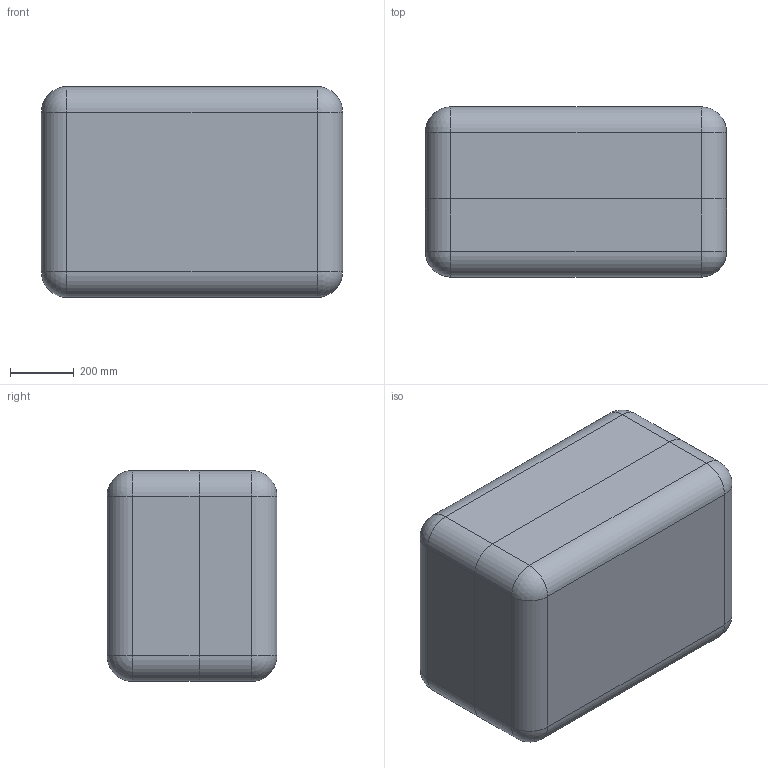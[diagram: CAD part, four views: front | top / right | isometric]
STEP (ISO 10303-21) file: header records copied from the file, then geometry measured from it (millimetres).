
FILE_DESCRIPTION (( 'STEP AP214' ), '1' );
FILE_NAME ('Òðàíñïîðòíûé êîíòåéíåð ÀÄÌÈÐÀË®ÏÐÎÔÅÑÑÈÎÍÀËÜÍÛÅ 177_óïðîùåííàÿ 3D-ìîäåëü.STEP', '2025-09-01T07:34:22', ( '' ), ( '' ), 'SwSTEP 2.0', 'SolidWorks 2021', '' );
FILE_SCHEMA (( 'AUTOMOTIVE_DESIGN' ));
Length unit declared in the file: millimetre
Products named in the file (3): Lid 177-rev3; Base 177; Òðàíñïîðòíûé êîíòåéíåð ÀÄÌÈÐÀË®ÏÐÎÔÅÑÑÈÎÍÀËÜÍÛÅ 177_óïðîùåííàÿ 3D-ìîäåëü
Assembly tree (2 placements, depth 2):
  Òðàíñïîðòíûé êîíòåéíåð ÀÄÌÈÐÀË®ÏÐÎÔÅÑÑÈÎÍÀËÜÍÛÅ 177_óïðîùåííàÿ 3D-ìîäåëü
    Lid 177-rev3
    Base 177
Bounding box: 943.85 x 532.6 x 660.8 mm (x, y, z)
Volume: 129605136.9 mm3; surface area: 6120113.1 mm2
Topology: 2 solids, 16 shells, 2244 faces, 5989 edges, 3590 vertices
Faces by surface type: bspline 883, cylinder 636, plane 489, torus 196, sphere 24, cone 16
Entity records: 152295 total; most frequent: CARTESIAN_POINT 104257, ORIENTED_EDGE 11602, DIRECTION 8032, EDGE_CURVE 5801, VERTEX_POINT 3590, AXIS2_PLACEMENT_3D 2939, EDGE_LOOP 2269, FACE_OUTER_BOUND 2244
